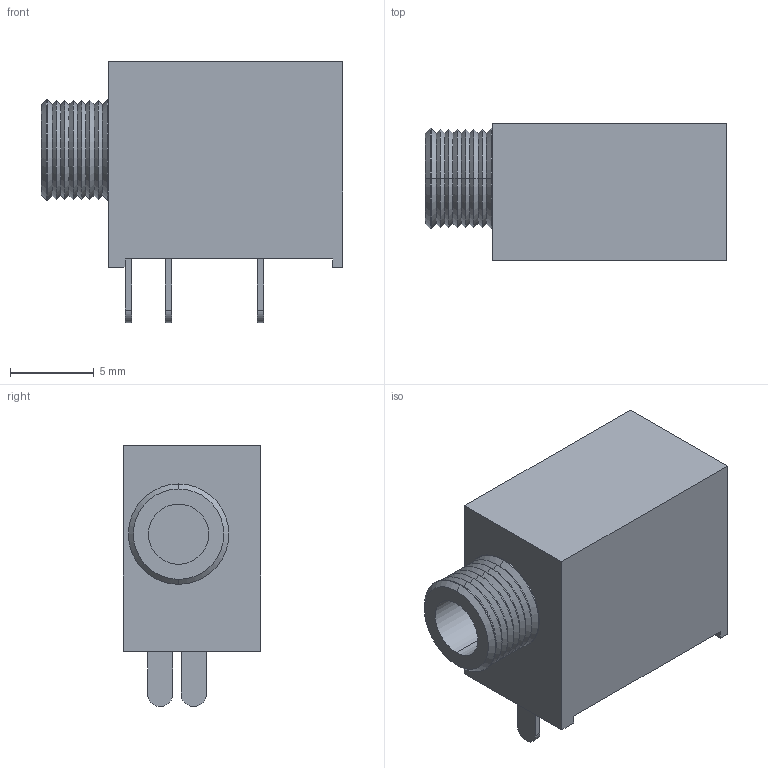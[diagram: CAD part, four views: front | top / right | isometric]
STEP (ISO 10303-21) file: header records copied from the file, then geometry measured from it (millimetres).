
FILE_DESCRIPTION(('FreeCAD Model'),'2;1');
FILE_NAME('CUI_DEVICES_SJ1-3533.step', '2020-02-23T12:43:02',('kicad StepUp'),('ksu MCAD'), 'Open CASCADE STEP processor 7.4','FreeCAD','Unknown');
FILE_SCHEMA(('AUTOMOTIVE_DESIGN { 1 0 10303 214 1 1 1 1 }'));
Length unit declared in the file: millimetre
Products named in the file (1): CUI_DEVICES_SJ1-3533
Bounding box: 18 x 8.2 x 15.6 mm (x, y, z)
Volume: 1428.1 mm3; surface area: 951 mm2
Topology: 1 solids, 1 shells, 67 faces, 149 edges, 88 vertices
Faces by surface type: cone 30, plane 25, cylinder 12
Entity records: 2317 total; most frequent: DIRECTION 337, CARTESIAN_POINT 305, ORIENTED_EDGE 298, EDGE_CURVE 149, AXIS2_PLACEMENT_3D 120, LINE 97, VECTOR 97, VERTEX_POINT 88
